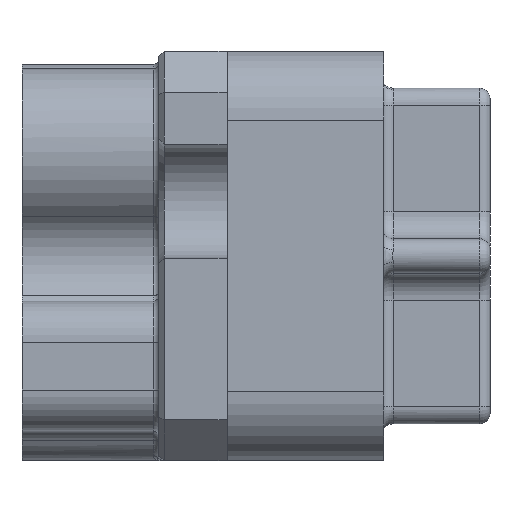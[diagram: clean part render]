
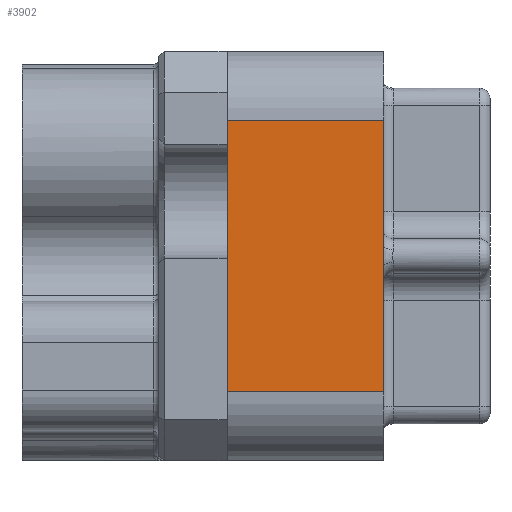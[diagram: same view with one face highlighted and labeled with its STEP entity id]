
A CAD part, left-side view. The second image highlights one B-rep face of the part: STEP entity #3902.
In plain terms, the highlighted planar face has unit normal (-1, 0, 0).
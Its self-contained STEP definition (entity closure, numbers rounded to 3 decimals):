
#440 = AXIS2_PLACEMENT_3D ( 'NONE', #8011, #19318, #25924 ) ;
#567 = CARTESIAN_POINT ( 'NONE',  ( -19., 0., -12.6 ) ) ;
#1143 = VERTEX_POINT ( 'NONE', #29150 ) ;
#3379 = ORIENTED_EDGE ( 'NONE', *, *, #25565, .F. ) ;
#3540 = DIRECTION ( 'NONE',  ( 0., 0., -1. ) ) ;
#3902 = ADVANCED_FACE ( 'NONE', ( #20501 ), #21393, .F. ) ;
#5465 = EDGE_CURVE ( 'NONE', #11874, #1143, #8793, .T. ) ;
#5870 = EDGE_CURVE ( 'NONE', #10486, #20463, #15788, .T. ) ;
#5938 = ORIENTED_EDGE ( 'NONE', *, *, #5465, .T. ) ;
#6012 = LINE ( 'NONE', #25473, #21857 ) ;
#7824 = CARTESIAN_POINT ( 'NONE',  ( -19., -14.54, 12.6 ) ) ;
#8011 = CARTESIAN_POINT ( 'NONE',  ( -19., -14.54, 12.6 ) ) ;
#8793 = LINE ( 'NONE', #15226, #12307 ) ;
#10320 = DIRECTION ( 'NONE',  ( 0., 1., 0. ) ) ;
#10486 = VERTEX_POINT ( 'NONE', #14202 ) ;
#10597 = ORIENTED_EDGE ( 'NONE', *, *, #5870, .F. ) ;
#11874 = VERTEX_POINT ( 'NONE', #16436 ) ;
#12028 = EDGE_CURVE ( 'NONE', #23181, #11874, #28685, .T. ) ;
#12140 = DIRECTION ( 'NONE',  ( 0., 0., -1. ) ) ;
#12200 = DIRECTION ( 'NONE',  ( 0., 1., 0. ) ) ;
#12307 = VECTOR ( 'NONE', #3540, 1000. ) ;
#12831 = LINE ( 'NONE', #7824, #23782 ) ;
#14202 = CARTESIAN_POINT ( 'NONE',  ( -19., -14.54, -12.6 ) ) ;
#14723 = VECTOR ( 'NONE', #12200, 1000. ) ;
#15141 = CARTESIAN_POINT ( 'NONE',  ( -19., -14.54, 12.6 ) ) ;
#15226 = CARTESIAN_POINT ( 'NONE',  ( -19., 0., 12.6 ) ) ;
#15788 = LINE ( 'NONE', #25710, #14723 ) ;
#16341 = ORIENTED_EDGE ( 'NONE', *, *, #12028, .T. ) ;
#16436 = CARTESIAN_POINT ( 'NONE',  ( -19., 0., 12.6 ) ) ;
#19318 = DIRECTION ( 'NONE',  ( 1., 0., 0. ) ) ;
#19573 = CARTESIAN_POINT ( 'NONE',  ( -19., -14.54, 12.6 ) ) ;
#20455 = EDGE_CURVE ( 'NONE', #1143, #20463, #6012, .T. ) ;
#20463 = VERTEX_POINT ( 'NONE', #567 ) ;
#20501 = FACE_OUTER_BOUND ( 'NONE', #26348, .T. ) ;
#20592 = VECTOR ( 'NONE', #10320, 1000. ) ;
#21393 = PLANE ( 'NONE',  #440 ) ;
#21857 = VECTOR ( 'NONE', #27621, 1000. ) ;
#23181 = VERTEX_POINT ( 'NONE', #15141 ) ;
#23782 = VECTOR ( 'NONE', #12140, 1000. ) ;
#25473 = CARTESIAN_POINT ( 'NONE',  ( -19., 0., 12.6 ) ) ;
#25565 = EDGE_CURVE ( 'NONE', #23181, #10486, #12831, .T. ) ;
#25710 = CARTESIAN_POINT ( 'NONE',  ( -19., -14.54, -12.6 ) ) ;
#25924 = DIRECTION ( 'NONE',  ( 0., 0., -1. ) ) ;
#26348 = EDGE_LOOP ( 'NONE', ( #5938, #26676, #10597, #3379, #16341 ) ) ;
#26676 = ORIENTED_EDGE ( 'NONE', *, *, #20455, .T. ) ;
#27621 = DIRECTION ( 'NONE',  ( 0., 0., -1. ) ) ;
#28685 = LINE ( 'NONE', #19573, #20592 ) ;
#29150 = CARTESIAN_POINT ( 'NONE',  ( -19., 0., -7.995 ) ) ;
